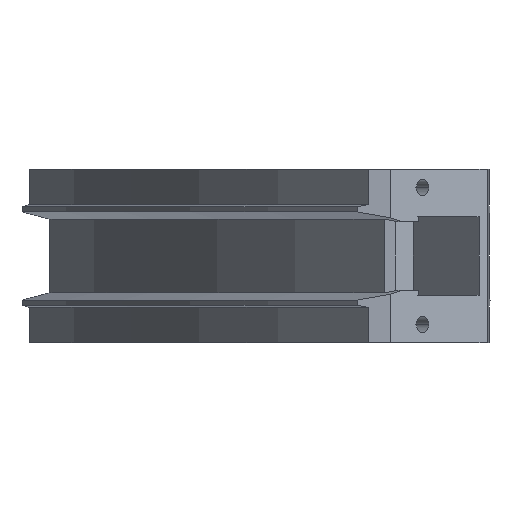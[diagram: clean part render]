
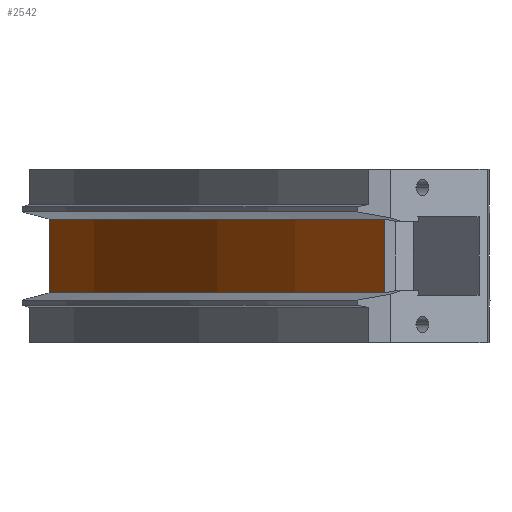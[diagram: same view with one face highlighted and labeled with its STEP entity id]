
A CAD part, left-side view. The second image highlights one B-rep face of the part: STEP entity #2542.
In plain terms, the highlighted cylindrical face has radius 326 mm (diameter 652 mm), a partial arc.
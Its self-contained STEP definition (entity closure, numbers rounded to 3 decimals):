
#20 = CARTESIAN_POINT ( 'NONE',  ( -207.252, 251.64, 31.236 ) ) ;
#61 = DIRECTION ( 'NONE',  ( 1., 0., 0. ) ) ;
#76 = EDGE_LOOP ( 'NONE', ( #2456, #2455, #2439, #2433 ) ) ;
#108 = DIRECTION ( 'NONE',  ( 0., 0., 1. ) ) ;
#172 = LINE ( 'NONE', #20, #2419 ) ;
#322 = EDGE_CURVE ( 'NONE', #668, #951, #2476, .T. ) ;
#355 = EDGE_CURVE ( 'NONE', #951, #946, #172, .T. ) ;
#409 = EDGE_CURVE ( 'NONE', #2755, #946, #2217, .T. ) ;
#420 = VECTOR ( 'NONE', #698, 1000. ) ;
#668 = VERTEX_POINT ( 'NONE', #1937 ) ;
#696 = CARTESIAN_POINT ( 'NONE',  ( -83.275, 315.184, 31.236 ) ) ;
#698 = DIRECTION ( 'NONE',  ( 0., 0., -1. ) ) ;
#823 = AXIS2_PLACEMENT_3D ( 'NONE', #1650, #108, #61 ) ;
#946 = VERTEX_POINT ( 'NONE', #1240 ) ;
#951 = VERTEX_POINT ( 'NONE', #1140 ) ;
#1140 = CARTESIAN_POINT ( 'NONE',  ( -207.252, 251.64, 9.5 ) ) ;
#1204 = CYLINDRICAL_SURFACE ( 'NONE', #1560, 326. ) ;
#1240 = CARTESIAN_POINT ( 'NONE',  ( -207.252, 251.64, 23.5 ) ) ;
#1257 = EDGE_CURVE ( 'NONE', #2755, #668, #2098, .T. ) ;
#1293 = CARTESIAN_POINT ( 'NONE',  ( -83.275, 315.184, 23.5 ) ) ;
#1560 = AXIS2_PLACEMENT_3D ( 'NONE', #2366, #2390, #2370 ) ;
#1650 = CARTESIAN_POINT ( 'NONE',  ( 0., 0., 9.5 ) ) ;
#1892 = AXIS2_PLACEMENT_3D ( 'NONE', #2589, #2577, #2563 ) ;
#1937 = CARTESIAN_POINT ( 'NONE',  ( -83.275, 315.184, 9.5 ) ) ;
#2098 = LINE ( 'NONE', #696, #420 ) ;
#2217 = CIRCLE ( 'NONE', #1892, 326. ) ;
#2366 = CARTESIAN_POINT ( 'NONE',  ( 0., 0., 31.236 ) ) ;
#2370 = DIRECTION ( 'NONE',  ( 1., 0., 0. ) ) ;
#2390 = DIRECTION ( 'NONE',  ( 0., 0., 1. ) ) ;
#2419 = VECTOR ( 'NONE', #2782, 1000. ) ;
#2433 = ORIENTED_EDGE ( 'NONE', *, *, #355, .T. ) ;
#2439 = ORIENTED_EDGE ( 'NONE', *, *, #322, .T. ) ;
#2455 = ORIENTED_EDGE ( 'NONE', *, *, #1257, .T. ) ;
#2456 = ORIENTED_EDGE ( 'NONE', *, *, #409, .F. ) ;
#2476 = CIRCLE ( 'NONE', #823, 326. ) ;
#2504 = FACE_OUTER_BOUND ( 'NONE', #76, .T. ) ;
#2542 = ADVANCED_FACE ( 'NONE', ( #2504 ), #1204, .T. ) ;
#2563 = DIRECTION ( 'NONE',  ( 1., 0., 0. ) ) ;
#2577 = DIRECTION ( 'NONE',  ( 0., 0., 1. ) ) ;
#2589 = CARTESIAN_POINT ( 'NONE',  ( 0., 0., 23.5 ) ) ;
#2755 = VERTEX_POINT ( 'NONE', #1293 ) ;
#2782 = DIRECTION ( 'NONE',  ( 0., 0., 1. ) ) ;
